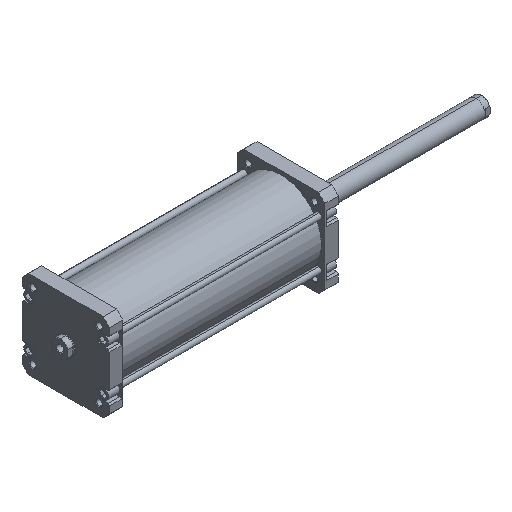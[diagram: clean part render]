
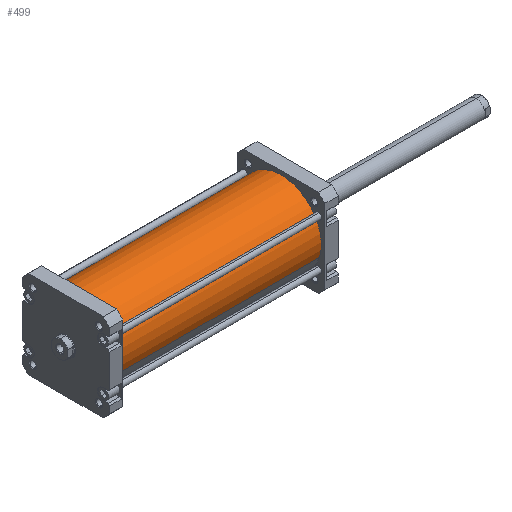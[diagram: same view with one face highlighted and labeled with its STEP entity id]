
A CAD part, isometric view. The second image highlights one B-rep face of the part: STEP entity #499.
In plain terms, the highlighted cylindrical face has radius 66.5 mm (diameter 133 mm), a partial arc.
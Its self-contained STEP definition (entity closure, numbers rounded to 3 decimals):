
#152 = VERTEX_POINT ( 'NONE', #3876 ) ;
#155 = VERTEX_POINT ( 'NONE', #3873 ) ;
#264 = CARTESIAN_POINT ( 'NONE',  ( 66.5, 0., 0. ) ) ;
#327 = CARTESIAN_POINT ( 'NONE',  ( -66.5, 0., 334. ) ) ;
#499 = ADVANCED_FACE ( 'NONE', ( #4180 ), #4183, .T. ) ;
#1462 = DIRECTION ( 'NONE',  ( 1., 0., 0. ) ) ;
#1463 = DIRECTION ( 'NONE',  ( 0., 0., 1. ) ) ;
#1469 = DIRECTION ( 'NONE',  ( 1., 0., 0. ) ) ;
#1471 = DIRECTION ( 'NONE',  ( 0., 0., 1. ) ) ;
#1472 = CARTESIAN_POINT ( 'NONE',  ( 0., 0., 0. ) ) ;
#1473 = CARTESIAN_POINT ( 'NONE',  ( 0., 0., 334. ) ) ;
#1474 = DIRECTION ( 'NONE',  ( 0., 0., -1. ) ) ;
#1479 = DIRECTION ( 'NONE',  ( 0., 0., -1. ) ) ;
#1485 = CARTESIAN_POINT ( 'NONE',  ( -66.5, 0., 334. ) ) ;
#1491 = CARTESIAN_POINT ( 'NONE',  ( 66.5, 0., 334. ) ) ;
#1583 = DIRECTION ( 'NONE',  ( -1., 0., 0. ) ) ;
#2138 = DIRECTION ( 'NONE',  ( 0., 0., -1. ) ) ;
#2329 = ORIENTED_EDGE ( 'NONE', *, *, #3226, .F. ) ;
#2343 = ORIENTED_EDGE ( 'NONE', *, *, #3231, .T. ) ;
#2403 = CARTESIAN_POINT ( 'NONE',  ( 0., 0., 334. ) ) ;
#2468 = EDGE_LOOP ( 'NONE', ( #2329, #2756, #2572, #2343 ) ) ;
#2572 = ORIENTED_EDGE ( 'NONE', *, *, #3228, .T. ) ;
#2756 = ORIENTED_EDGE ( 'NONE', *, *, #3229, .F. ) ;
#3226 = EDGE_CURVE ( 'NONE', #155, #4117, #5047, .T. ) ;
#3228 = EDGE_CURVE ( 'NONE', #3963, #152, #5050, .T. ) ;
#3229 = EDGE_CURVE ( 'NONE', #3963, #155, #5053, .T. ) ;
#3231 = EDGE_CURVE ( 'NONE', #152, #4117, #5057, .T. ) ;
#3403 = AXIS2_PLACEMENT_3D ( 'NONE', #2403, #2138, #1583 ) ;
#3873 = CARTESIAN_POINT ( 'NONE',  ( 66.5, 0., 334. ) ) ;
#3876 = CARTESIAN_POINT ( 'NONE',  ( -66.5, 0., 0. ) ) ;
#3963 = VERTEX_POINT ( 'NONE', #327 ) ;
#4012 = AXIS2_PLACEMENT_3D ( 'NONE', #1473, #1471, #1469 ) ;
#4014 = AXIS2_PLACEMENT_3D ( 'NONE', #1472, #1463, #1462 ) ;
#4117 = VERTEX_POINT ( 'NONE', #264 ) ;
#4180 = FACE_OUTER_BOUND ( 'NONE', #2468, .T. ) ;
#4183 = CYLINDRICAL_SURFACE ( 'NONE', #3403, 66.5 ) ;
#5043 = VECTOR ( 'NONE', #1479, 1000. ) ;
#5046 = VECTOR ( 'NONE', #1474, 1000. ) ;
#5047 = LINE ( 'NONE', #1491, #5043 ) ;
#5050 = LINE ( 'NONE', #1485, #5046 ) ;
#5053 = CIRCLE ( 'NONE', #4012, 66.5 ) ;
#5057 = CIRCLE ( 'NONE', #4014, 66.5 ) ;
